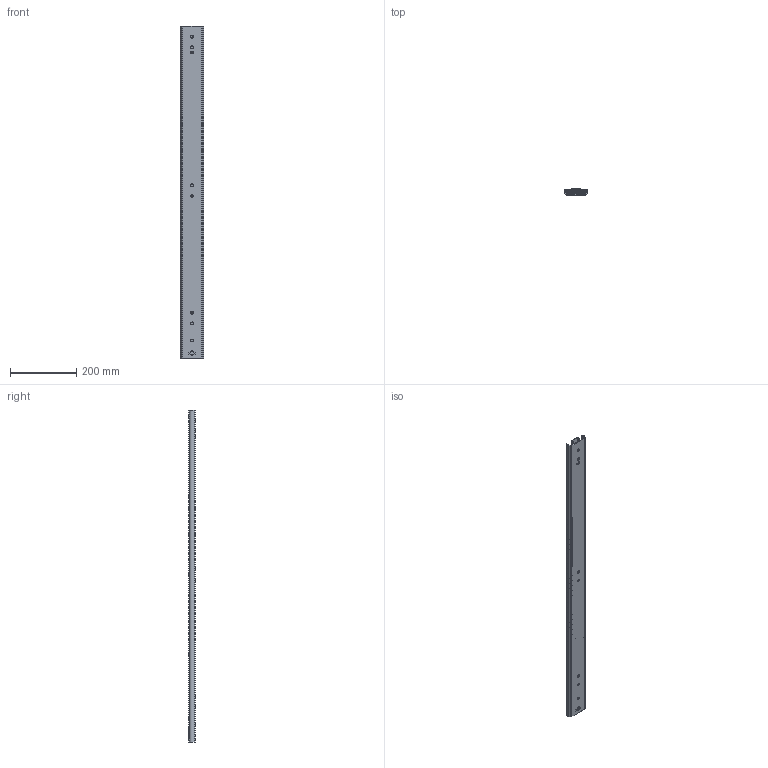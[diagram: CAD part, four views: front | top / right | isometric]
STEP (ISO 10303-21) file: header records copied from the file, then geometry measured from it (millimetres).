
FILE_DESCRIPTION((''),'2;1');
FILE_NAME('101-S31_ASM','2015-05-13T',('w.jans'),(''),'PRO/ENGINEER BY PARAMETRIC TECHNOLOGY CORPORATION, 2003450','PRO/ENGINEER BY PARAMETRIC TECHNOLOGY CORPORATION, 2003450','');
FILE_SCHEMA(('CONFIG_CONTROL_DESIGN'));
Length unit declared in the file: millimetre
Products named in the file (14): 101-S31-SKEL; 511-01-S31-TA1; 511-01-S31-TA1_ASM; 515-4XX-01-S31; 911-073; 515-4XX-01-S31_ASM; 512-01-S31-TA2; 512-01-S31-TA2_ASM; 515-5XX-01-S31; 911-078; 515-5XX-01-S31_ASM; 513-01-S31-T3; 513-01-S31-T3_ASM; 101-S31_ASM
Assembly tree (113 placements, depth 3):
  101-S31_ASM
    101-S31-SKEL
    511-01-S31-TA1_ASM
      511-01-S31-TA1
    515-4XX-01-S31_ASM
      515-4XX-01-S31
      911-073  x52
    512-01-S31-TA2_ASM
      512-01-S31-TA2
    515-5XX-01-S31_ASM
      515-5XX-01-S31
      911-078  x50
    513-01-S31-T3_ASM
      513-01-S31-T3
Bounding box: 70.85 x 18.4 x 1000 mm (x, y, z)
Volume: 505296.4 mm3; surface area: 612014.6 mm2
Topology: 107 solids, 107 shells, 1893 faces, 5552 edges, 3449 vertices
Faces by surface type: plane 916, cylinder 725, sphere 205, cone 47
Entity records: 59810 total; most frequent: CARTESIAN_POINT 12593, DIRECTION 10003, ORIENTED_EDGE 9886, EDGE_CURVE 4943, AXIS2_PLACEMENT_3D 3346, VECTOR 3311, LINE 3311, VERTEX_POINT 3249
